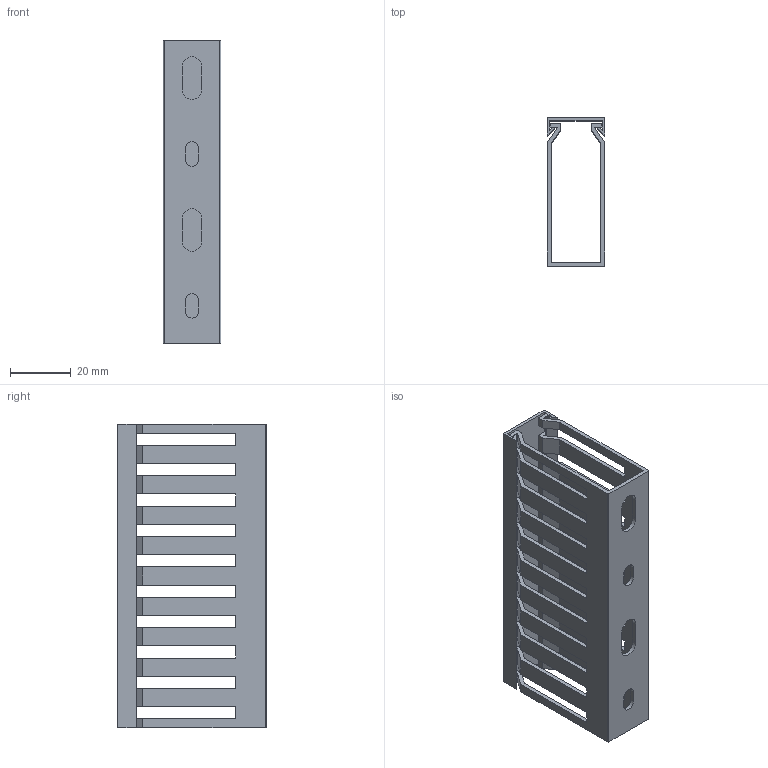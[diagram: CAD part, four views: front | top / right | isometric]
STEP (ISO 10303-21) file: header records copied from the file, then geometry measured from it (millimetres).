
FILE_DESCRIPTION((''),'2;1');
FILE_NAME('DNG5002007030B_ASM','2022-04-01T15:52:26',('pfeiferc'),(''),'CREO PARAMETRIC BY PTC INC, 2021184','CREO PARAMETRIC BY PTC INC, 2021184','');
FILE_SCHEMA(('AUTOMOTIVE_DESIGN { 1 0 10303 214 1 1 1 1 }'));
Length unit declared in the file: millimetre
Products named in the file (3): PROXY_M01477STA; PROXY_00895-M; DNG5002007030B_ASM
Assembly tree (2 placements, depth 2):
  DNG5002007030B_ASM
    PROXY_M01477STA
    PROXY_00895-M
Bounding box: 19 x 48.9 x 100 mm (x, y, z)
Volume: 13701.9 mm3; surface area: 26054.3 mm2
Topology: 2 solids, 2 shells, 234 faces, 690 edges, 460 vertices
Faces by surface type: plane 222, cylinder 12
Entity records: 10063 total; most frequent: CARTESIAN_POINT 1581, DIRECTION 1435, ORIENTED_EDGE 1380, VECTOR 738, LINE 738, EDGE_CURVE 690, VERTEX_POINT 460, AXIS2_PLACEMENT_3D 332
